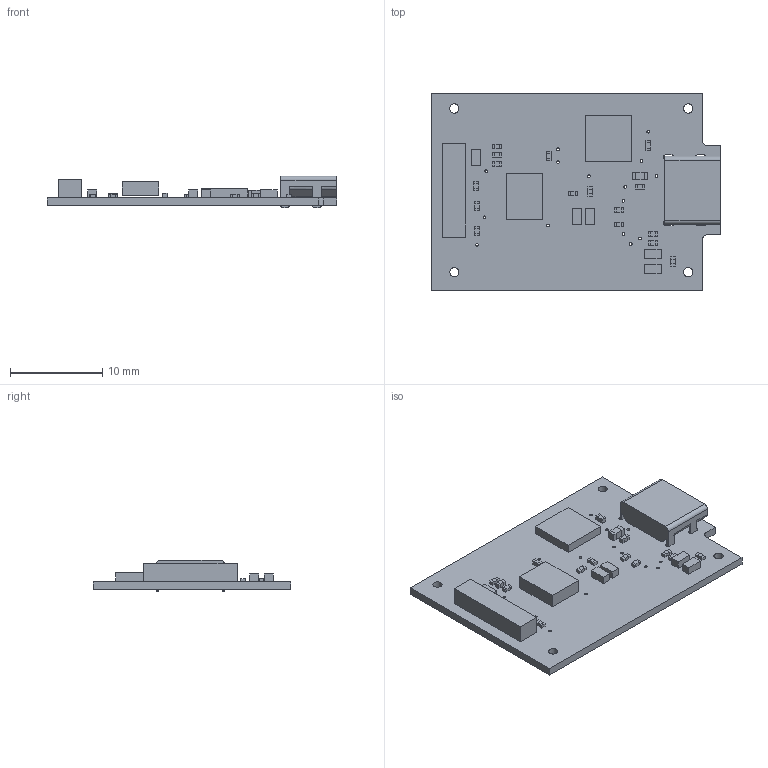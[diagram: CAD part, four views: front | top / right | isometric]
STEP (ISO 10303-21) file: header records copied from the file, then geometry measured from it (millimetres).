
FILE_DESCRIPTION(('Open CASCADE Model'),'2;1');
FILE_NAME('Open CASCADE Shape Model','2016-08-21T11:15:31',('Author'),( 'Open CASCADE'),'Open CASCADE STEP processor 6.8','Open CASCADE 6.8' ,'Unknown');
FILE_SCHEMA(('AUTOMOTIVE_DESIGN { 1 0 10303 214 1 1 1 1 }'));
Length unit declared in the file: millimetre
Products named in the file (48): PCB; Board; R6; R1005; Open CASCADE STEP translator 6.8 2.2.1.1; Open CASCADE STEP translator 6.8 2.2.1.2; R5; R4; R3; D5; 890189992; Extruded; D4; D3; 890190128; D2; D1; Z6; Z5; Z4; Z3; Z2; Z1; U2; 890190400; U1; 890190264; R2; R1; J2; 890190536; J1; USB_Horizontal; C5; GRM155; Open CASCADE STEP translator 6.8 2.23.1.1; Open CASCADE STEP translator 6.8 2.23.1.2; C4; GRM188; Open CASCADE STEP translator 6.8 2.24.1.1 ...
Assembly tree (64 placements, depth 4):
  PCB
    Board
    R6
      R1005
        Open CASCADE STEP translator 6.8 2.2.1.1
        Open CASCADE STEP translator 6.8 2.2.1.2
    R5
      R1005
        Open CASCADE STEP translator 6.8 2.2.1.1
        Open CASCADE STEP translator 6.8 2.2.1.2
    R4
      R1005
        Open CASCADE STEP translator 6.8 2.2.1.1
        Open CASCADE STEP translator 6.8 2.2.1.2
    R3
      R1005
        Open CASCADE STEP translator 6.8 2.2.1.1
        Open CASCADE STEP translator 6.8 2.2.1.2
    D5
      890189992
        Extruded
    D4
      890189992
        Extruded
    D3
      890190128
        Extruded
    D2
      890189992
        Extruded
    D1
      890190128
        Extruded
    Z6
      R1005
        Open CASCADE STEP translator 6.8 2.2.1.1
        Open CASCADE STEP translator 6.8 2.2.1.2
    Z5
      R1005
        Open CASCADE STEP translator 6.8 2.2.1.1
        Open CASCADE STEP translator 6.8 2.2.1.2
    Z4
      R1005
        Open CASCADE STEP translator 6.8 2.2.1.1
        Open CASCADE STEP translator 6.8 2.2.1.2
    Z3
      R1005
        Open CASCADE STEP translator 6.8 2.2.1.1
        Open CASCADE STEP translator 6.8 2.2.1.2
    Z2
      R1005
        Open CASCADE STEP translator 6.8 2.2.1.1
        Open CASCADE STEP translator 6.8 2.2.1.2
    Z1
      R1005
        Open CASCADE STEP translator 6.8 2.2.1.1
        Open CASCADE STEP translator 6.8 2.2.1.2
    U2
      890190400
        Extruded
Bounding box: 31.5 x 21.5 x 3.45 mm (x, y, z)
Volume: 703.7 mm3; surface area: 2013.4 mm2
Topology: 61 solids, 61 shells, 466 faces, 1029 edges, 703 vertices
Faces by surface type: plane 407, cylinder 35, bspline 24
Full cylindrical faces by diameter (mm): 0.3 x15, 0.55 x2, 1 x8
Entity records: 15380 total; most frequent: CARTESIAN_POINT 5273, DIRECTION 1507, ORIENTED_EDGE 978, PCURVE 978, DEFINITIONAL_REPRESENTATION 978, LINE 823, VECTOR 823, EDGE_CURVE 489
